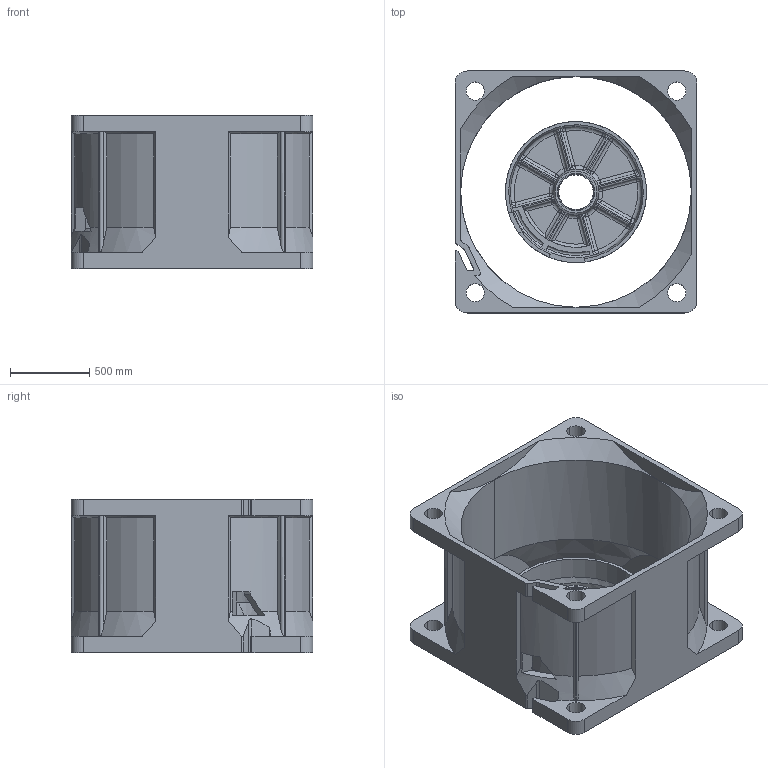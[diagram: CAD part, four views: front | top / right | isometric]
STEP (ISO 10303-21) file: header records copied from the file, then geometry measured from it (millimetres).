
FILE_DESCRIPTION((''),'2;1');
FILE_NAME('410024870002','2009-06-05T',('COMET.HSU'),(''),'PRO/ENGINEER BY PARAMETRIC TECHNOLOGY CORPORATION, 2005380','PRO/ENGINEER BY PARAMETRIC TECHNOLOGY CORPORATION, 2005380','');
FILE_SCHEMA(('CONFIG_CONTROL_DESIGN'));
Length unit declared in the file: inch
Products named in the file (1): 410024870002
Bounding box: 1530.86 x 1530.86 x 969.54 mm (x, y, z)
Volume: 325149314 mm3; surface area: 15083412 mm2
Topology: 2 solids, 2 shells, 364 faces, 992 edges, 634 vertices
Faces by surface type: cylinder 147, plane 111, torus 50, bspline 28, cone 27, extrusion 1
Entity records: 13499 total; most frequent: CARTESIAN_POINT 4405, ORIENTED_EDGE 1984, DIRECTION 1854, EDGE_CURVE 992, AXIS2_PLACEMENT_3D 743, VERTEX_POINT 634, CIRCLE 408, EDGE_LOOP 388
